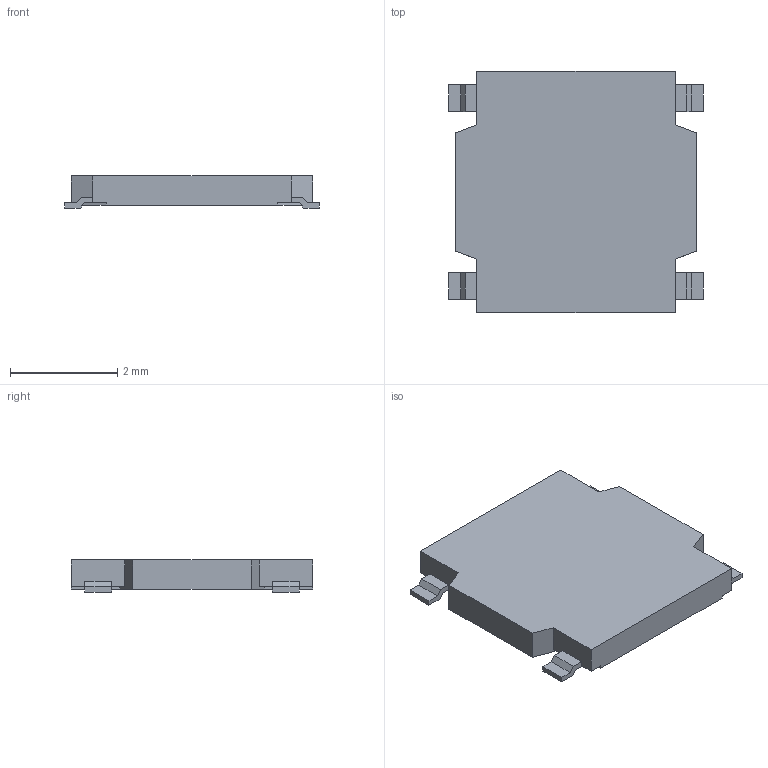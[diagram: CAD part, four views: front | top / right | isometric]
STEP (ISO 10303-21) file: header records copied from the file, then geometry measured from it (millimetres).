
FILE_DESCRIPTION(('FreeCAD Model'),'2;1');
FILE_NAME('PE-Switch Secure3D_MODELS_STP_FORMATTL3315NFxxxQ.stp.step','2020-02-17T15:45:32',( 'kicad StepUp'),('ksu MCAD'),'Open CASCADE STEP processor 7.3', 'FreeCAD','Unknown');
FILE_SCHEMA(('AUTOMOTIVE_DESIGN { 1 0 10303 214 1 1 1 1 }'));
Length unit declared in the file: millimetre
Products named in the file (1): TL3315NFxxxQ.stp
Bounding box: 4.75 x 4.5 x 0.6 mm (x, y, z)
Volume: 6.5 mm3; surface area: 92.9 mm2
Topology: 1 solids, 3 shells, 135 faces, 387 edges, 260 vertices
Faces by surface type: plane 108, cylinder 24, sphere 2, cone 1
Entity records: 4405 total; most frequent: CARTESIAN_POINT 790, ORIENTED_EDGE 770, DIRECTION 720, EDGE_CURVE 385, LINE 316, VECTOR 316, VERTEX_POINT 260, AXIS2_PLACEMENT_3D 202
